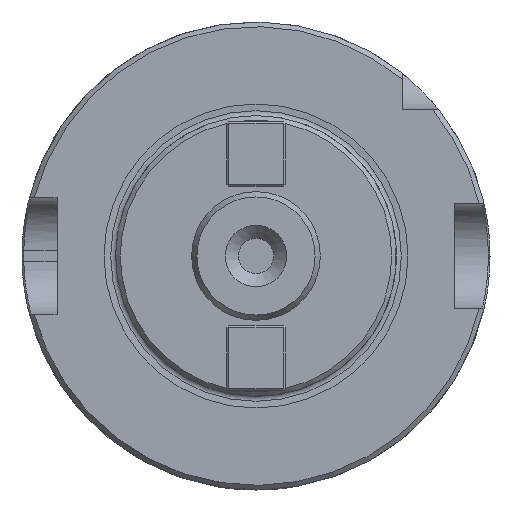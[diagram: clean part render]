
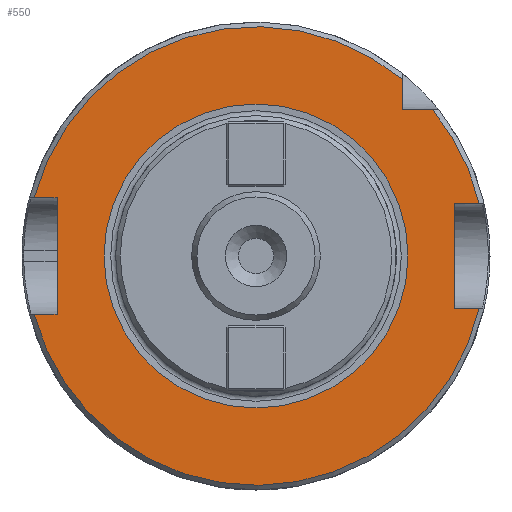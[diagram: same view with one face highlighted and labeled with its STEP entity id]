
A CAD part, left-side view. The second image highlights one B-rep face of the part: STEP entity #550.
In plain terms, the highlighted planar face has unit normal (-1, 0, 0).
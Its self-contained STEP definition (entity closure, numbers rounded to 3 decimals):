
#281=LINE('',#2832,#415);
#282=LINE('',#2837,#416);
#283=LINE('',#2839,#417);
#284=LINE('',#2841,#418);
#285=LINE('',#2845,#419);
#286=LINE('',#2847,#420);
#287=LINE('',#2849,#421);
#288=LINE('',#2853,#422);
#415=VECTOR('',#2309,1.);
#416=VECTOR('',#2312,1.);
#417=VECTOR('',#2313,1.);
#418=VECTOR('',#2314,1.);
#419=VECTOR('',#2317,1.);
#420=VECTOR('',#2318,1.);
#421=VECTOR('',#2319,1.);
#422=VECTOR('',#2322,1.);
#550=ADVANCED_FACE('',(#748,#749),#677,.F.);
#677=PLANE('',#2106);
#748=FACE_BOUND('',#807,.T.);
#749=FACE_BOUND('',#808,.T.);
#807=EDGE_LOOP('',(#964,#965,#966,#967,#968,#969,#970,#971,#972,#973,#974));
#808=EDGE_LOOP('',(#975));
#964=ORIENTED_EDGE('',*,*,#1732,.F.);
#965=ORIENTED_EDGE('',*,*,#1733,.T.);
#966=ORIENTED_EDGE('',*,*,#1734,.F.);
#967=ORIENTED_EDGE('',*,*,#1735,.F.);
#968=ORIENTED_EDGE('',*,*,#1736,.F.);
#969=ORIENTED_EDGE('',*,*,#1737,.T.);
#970=ORIENTED_EDGE('',*,*,#1738,.F.);
#971=ORIENTED_EDGE('',*,*,#1739,.F.);
#972=ORIENTED_EDGE('',*,*,#1740,.F.);
#973=ORIENTED_EDGE('',*,*,#1741,.T.);
#974=ORIENTED_EDGE('',*,*,#1742,.F.);
#975=ORIENTED_EDGE('',*,*,#1743,.F.);
#1540=VERTEX_POINT('',#2833);
#1541=VERTEX_POINT('',#2834);
#1542=VERTEX_POINT('',#2836);
#1543=VERTEX_POINT('',#2838);
#1544=VERTEX_POINT('',#2840);
#1545=VERTEX_POINT('',#2842);
#1546=VERTEX_POINT('',#2844);
#1547=VERTEX_POINT('',#2846);
#1548=VERTEX_POINT('',#2848);
#1549=VERTEX_POINT('',#2850);
#1550=VERTEX_POINT('',#2852);
#1551=VERTEX_POINT('',#2855);
#1732=EDGE_CURVE('',#1540,#1541,#281,.T.);
#1733=EDGE_CURVE('',#1540,#1542,#2018,.T.);
#1734=EDGE_CURVE('',#1543,#1542,#282,.T.);
#1735=EDGE_CURVE('',#1544,#1543,#283,.T.);
#1736=EDGE_CURVE('',#1545,#1544,#284,.T.);
#1737=EDGE_CURVE('',#1545,#1546,#2019,.T.);
#1738=EDGE_CURVE('',#1547,#1546,#285,.T.);
#1739=EDGE_CURVE('',#1548,#1547,#286,.T.);
#1740=EDGE_CURVE('',#1549,#1548,#287,.T.);
#1741=EDGE_CURVE('',#1549,#1550,#2020,.T.);
#1742=EDGE_CURVE('',#1541,#1550,#288,.T.);
#1743=EDGE_CURVE('',#1551,#1551,#2021,.T.);
#2018=CIRCLE('',#2102,39.2);
#2019=CIRCLE('',#2103,39.2);
#2020=CIRCLE('',#2104,39.2);
#2021=CIRCLE('',#2105,25.98);
#2102=AXIS2_PLACEMENT_3D('',#2835,#2310,#2311);
#2103=AXIS2_PLACEMENT_3D('',#2843,#2315,#2316);
#2104=AXIS2_PLACEMENT_3D('',#2851,#2320,#2321);
#2105=AXIS2_PLACEMENT_3D('',#2854,#2323,#2324);
#2106=AXIS2_PLACEMENT_3D('',#2856,#2325,#2326);
#2309=DIRECTION('',(0.,0.,-1.));
#2310=DIRECTION('',(-1.,0.,0.));
#2311=DIRECTION('',(0.,0.,-1.));
#2312=DIRECTION('',(0.,1.,0.));
#2313=DIRECTION('',(0.,0.,1.));
#2314=DIRECTION('',(0.,-1.,0.));
#2315=DIRECTION('',(-1.,0.,0.));
#2316=DIRECTION('',(0.,0.,-1.));
#2317=DIRECTION('',(0.,-1.,0.));
#2318=DIRECTION('',(0.,0.,-1.));
#2319=DIRECTION('',(0.,1.,0.));
#2320=DIRECTION('',(-1.,0.,0.));
#2321=DIRECTION('',(0.,0.,-1.));
#2322=DIRECTION('',(0.,-1.,0.));
#2323=DIRECTION('',(-1.,0.,0.));
#2324=DIRECTION('',(0.,0.,1.));
#2325=DIRECTION('',(1.,0.,0.));
#2326=DIRECTION('',(0.,0.,-1.));
#2832=CARTESIAN_POINT('',(93.,-25.,34.));
#2833=CARTESIAN_POINT('',(93.,-25.,30.193));
#2834=CARTESIAN_POINT('',(93.,-25.,25.));
#2835=CARTESIAN_POINT('',(93.,0.,0.));
#2836=CARTESIAN_POINT('',(93.,37.903,10.));
#2837=CARTESIAN_POINT('',(93.,49.5,10.));
#2838=CARTESIAN_POINT('',(93.,34.,10.));
#2839=CARTESIAN_POINT('',(93.,34.,-1.));
#2840=CARTESIAN_POINT('',(93.,34.,-10.));
#2841=CARTESIAN_POINT('',(93.,49.5,-10.));
#2842=CARTESIAN_POINT('',(93.,37.903,-10.));
#2843=CARTESIAN_POINT('',(93.,0.,0.));
#2844=CARTESIAN_POINT('',(93.,-38.153,-9.));
#2845=CARTESIAN_POINT('',(93.,-49.5,-9.));
#2846=CARTESIAN_POINT('',(93.,-34.,-9.));
#2847=CARTESIAN_POINT('',(93.,-34.,0.));
#2848=CARTESIAN_POINT('',(93.,-34.,9.));
#2849=CARTESIAN_POINT('',(93.,-49.5,9.));
#2850=CARTESIAN_POINT('',(93.,-38.153,9.));
#2851=CARTESIAN_POINT('',(93.,0.,0.));
#2852=CARTESIAN_POINT('',(93.,-30.193,25.));
#2853=CARTESIAN_POINT('',(93.,-49.5,25.));
#2854=CARTESIAN_POINT('',(93.,0.,0.));
#2855=CARTESIAN_POINT('',(93.,0.,25.98));
#2856=CARTESIAN_POINT('',(93.,0.,35.45));
